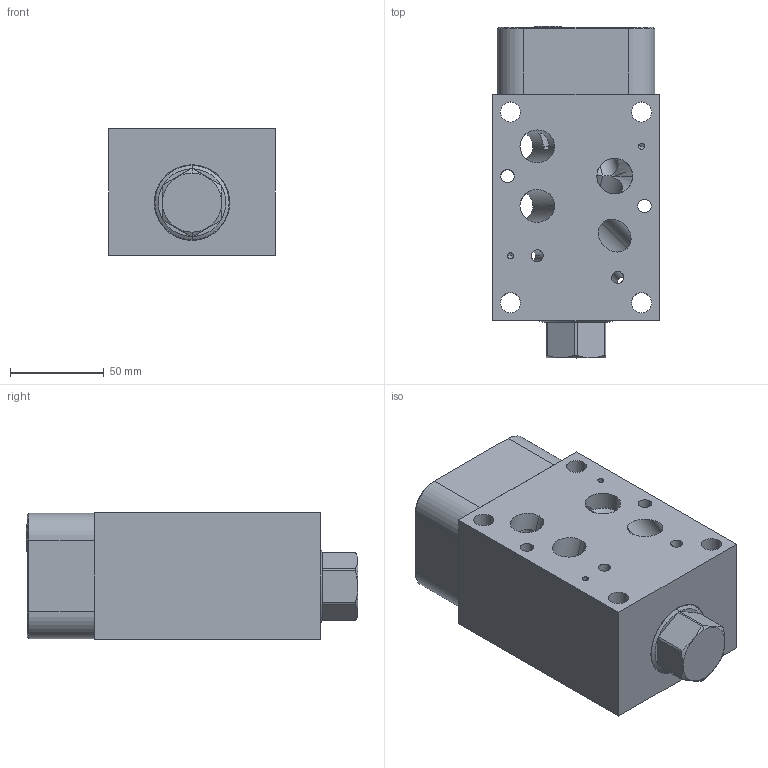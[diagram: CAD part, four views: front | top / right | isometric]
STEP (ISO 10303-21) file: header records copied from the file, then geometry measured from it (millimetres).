
FILE_DESCRIPTION((''),'2;1');
FILE_NAME('BK4_ASM','2021-01-14T',('ProEService'),(''),'PRO/ENGINEER BY PARAMETRIC TECHNOLOGY CORPORATION, 2014200','PRO/ENGINEER BY PARAMETRIC TECHNOLOGY CORPORATION, 2014200','');
FILE_SCHEMA(('CONFIG_CONTROL_DESIGN'));
Length unit declared in the file: inch
Products named in the file (8): 151-144; A330-006-004; CXGDXCN; 500-001-111; 500-001-118; 700-006; 811-001-006; BK4_ASM
Assembly tree (7 placements, depth 2):
  BK4_ASM
    151-144
    A330-006-004
    CXGDXCN
    500-001-111
    500-001-118
    700-006
    811-001-006
Bounding box: 88.9 x 176.86 x 67.67 mm (x, y, z)
Volume: 737753.2 mm3; surface area: 122753.1 mm2
Topology: 4 solids, 4 shells, 364 faces, 1126 edges, 918 vertices
Faces by surface type: cylinder 171, cone 83, plane 67, torus 28, sphere 9, revolution 6
Entity records: 15517 total; most frequent: CARTESIAN_POINT 5517, DIRECTION 2132, ORIENTED_EDGE 1758, EDGE_CURVE 879, AXIS2_PLACEMENT_3D 790, VERTEX_POINT 547, VECTOR 546, LINE 546
